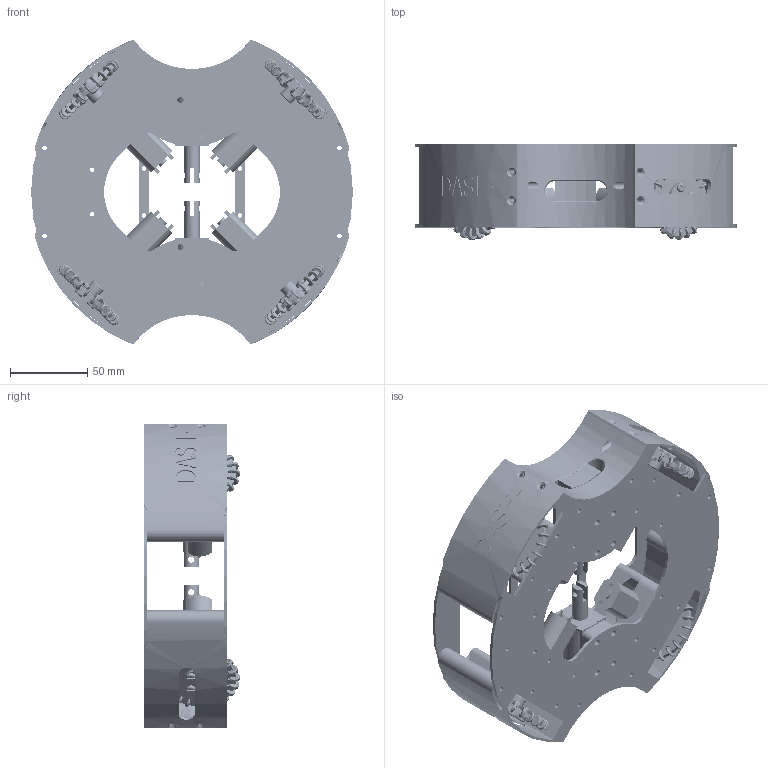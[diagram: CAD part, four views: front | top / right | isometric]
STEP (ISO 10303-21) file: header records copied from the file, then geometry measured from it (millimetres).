
FILE_DESCRIPTION(/* description */ (''),/* implementation_level */ '2;1');
FILE_NAME(/* name */ 'Dash-V3.stp',/* time_stamp */ '2025-04-12T02:33:19+03:00',/* author */ ('Ivan'),/* organization */ (''),/* preprocessor_version */ 'ST-DEVELOPER v19',/* originating_system */ 'Autodesk Inventor 2023',/* authorisation */ '');
FILE_SCHEMA (('CONFIG_CONTROL_DESIGN'));
Products named in the file (24): Dash-V3; floor_v3; Подставка под 
солноид; Solenoid; box; ANSI B18.2.4.2M - M5x0,8; kicker1.1; catch_v2; motor_mount_edge; motor_mount_edge_part2; motor20; protect_v2.2; protect_v2.2_dash; Wheel; wheel_board; wheel_ring; wheel_board_ЗЕРКАЛО; 4mm Rigid Flange Coupling v2; 91390A097; Деталь14; Винт А.М3-6g
x8 ГОСТ 11644-75; Гайка М3-6H ГОСТ 
5927-70; sub_wheel; contour_v3
Assembly tree (70 placements, depth 4):
  Dash-V3
    floor_v3
    Подставка под 
солноид  x2
    Solenoid  x2
      box
    ANSI B18.2.4.2M - M5x0,8  x2
    kicker1.1  x2
    catch_v2  x2
    motor_mount_edge  x4
    motor_mount_edge_part2  x4
    motor20  x4
    protect_v2.2  x2
    protect_v2.2_dash  x2
    Wheel  x4
      wheel_board
      wheel_ring
      wheel_board_ЗЕРКАЛО
      4mm Rigid Flange Coupling v2
        91390A097  x2
        Деталь14
      Винт А.М3-6g
x8 ГОСТ 11644-75
      Гайка М3-6H ГОСТ 
5927-70
      sub_wheel
    contour_v3
Bounding box: 208 x 62.13 x 197.13 mm (x, y, z)
Volume: 452031 mm3; surface area: 298673.6 mm2
Topology: 178 solids, 180 shells, 3925 faces, 11411 edges, 10627 vertices
Faces by surface type: plane 1840, cylinder 1037, torus 466, bspline 306, cone 276
Full cylindrical faces by diameter (mm): 1.02 x88, 1.673 x176, 2 x12, 2.35 x40, 2.459 x16, 2.529 x8, 2.6 x12, 3 x135, 3.2 x8, 3.5 x16, 4 x58, 4.134 x2, 5.2 x4, 5.3 x2, 6 x16, 6.2 x8, 7 x4, 10 x6, 10.2 x6, 10.3 x8, 11 x4, 20 x4, 20.25 x4, 22 x4, 22.3 x2
Entity records: 49936 total; most frequent: CARTESIAN_POINT 22481, DIRECTION 5680, ORIENTED_EDGE 4926, EDGE_CURVE 2463, AXIS2_PLACEMENT_3D 2248, VERTEX_POINT 1599, CIRCLE 1311, LINE 1184
